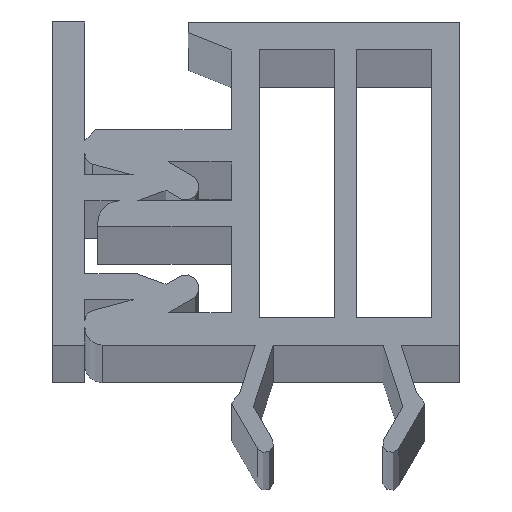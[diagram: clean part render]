
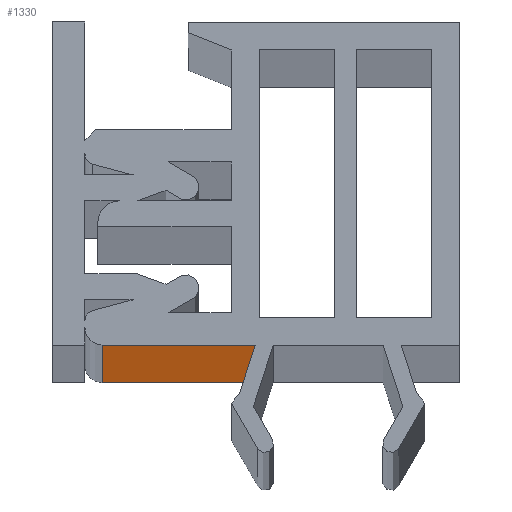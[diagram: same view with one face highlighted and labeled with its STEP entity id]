
A CAD part, top view. The second image highlights one B-rep face of the part: STEP entity #1330.
In plain terms, the highlighted planar face has unit normal (0, -1, 0).
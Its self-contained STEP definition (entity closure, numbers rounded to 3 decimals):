
#92=FACE_OUTER_BOUND('',#157,.T.);
#157=EDGE_LOOP('',(#1018,#1019,#1020,#1021));
#309=LINE('',#2052,#482);
#311=LINE('',#2056,#484);
#312=LINE('',#2058,#485);
#313=LINE('',#2059,#486);
#482=VECTOR('',#1675,10.);
#484=VECTOR('',#1679,10.);
#485=VECTOR('',#1680,10.);
#486=VECTOR('',#1681,10.);
#629=VERTEX_POINT('',#2049);
#630=VERTEX_POINT('',#2051);
#631=VERTEX_POINT('',#2055);
#632=VERTEX_POINT('',#2057);
#791=EDGE_CURVE('',#630,#629,#309,.T.);
#793=EDGE_CURVE('',#631,#629,#311,.T.);
#794=EDGE_CURVE('',#632,#631,#312,.T.);
#795=EDGE_CURVE('',#630,#632,#313,.T.);
#1018=ORIENTED_EDGE('',*,*,#791,.T.);
#1019=ORIENTED_EDGE('',*,*,#793,.F.);
#1020=ORIENTED_EDGE('',*,*,#794,.F.);
#1021=ORIENTED_EDGE('',*,*,#795,.F.);
#1268=PLANE('',#1425);
#1330=ADVANCED_FACE('',(#92),#1268,.T.);
#1425=AXIS2_PLACEMENT_3D('',#2054,#1677,#1678);
#1675=DIRECTION('',(0.,0.,1.));
#1677=DIRECTION('center_axis',(0.,-1.,0.));
#1678=DIRECTION('ref_axis',(1.,0.,0.));
#1679=DIRECTION('',(1.,0.,0.));
#1680=DIRECTION('',(0.,0.,1.));
#1681=DIRECTION('',(-1.,0.,0.));
#2049=CARTESIAN_POINT('',(7.905,-3.3,500.));
#2051=CARTESIAN_POINT('',(7.905,-3.3,-500.));
#2052=CARTESIAN_POINT('',(7.905,-3.3,0.));
#2054=CARTESIAN_POINT('Origin',(0.8,-3.3,0.));
#2055=CARTESIAN_POINT('',(0.8,-3.3,500.));
#2056=CARTESIAN_POINT('',(0.8,-3.3,500.));
#2057=CARTESIAN_POINT('',(0.8,-3.3,-500.));
#2058=CARTESIAN_POINT('',(0.8,-3.3,0.));
#2059=CARTESIAN_POINT('',(0.8,-3.3,-500.));
